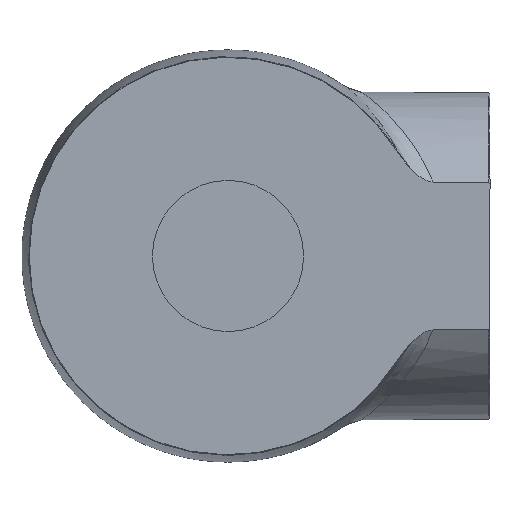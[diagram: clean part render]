
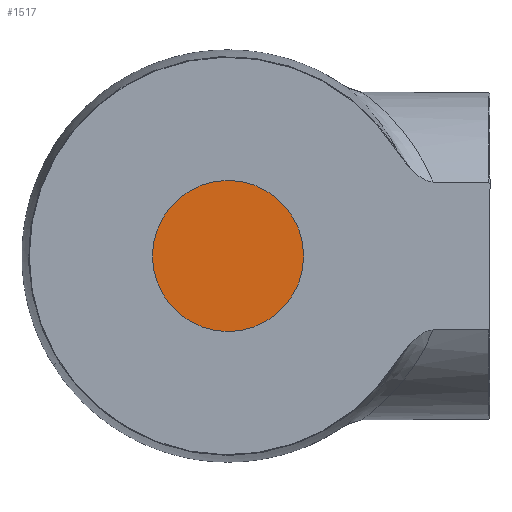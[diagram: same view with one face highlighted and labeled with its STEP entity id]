
A CAD part, front view. The second image highlights one B-rep face of the part: STEP entity #1517.
In plain terms, the highlighted planar face has unit normal (0, -1, 0).
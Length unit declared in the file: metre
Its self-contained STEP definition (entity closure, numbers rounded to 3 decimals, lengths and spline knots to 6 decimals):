
#73 = CIRCLE ( 'NONE', #164, 0.015 ) ;
#125 = DIRECTION ( 'NONE',  ( 1., 0., 0. ) ) ;
#149 = PLANE ( 'NONE',  #322 ) ;
#164 = AXIS2_PLACEMENT_3D ( 'NONE', #1896, #1471, #1334 ) ;
#289 = CARTESIAN_POINT ( 'NONE',  ( 0., -0.02, 0. ) ) ;
#322 = AXIS2_PLACEMENT_3D ( 'NONE', #622, #1330, #450 ) ;
#333 = VERTEX_POINT ( 'NONE', #856 ) ;
#450 = DIRECTION ( 'NONE',  ( 1., 0., 0. ) ) ;
#510 = CIRCLE ( 'NONE', #1626, 0.015 ) ;
#600 = DIRECTION ( 'NONE',  ( 0., -1., 0. ) ) ;
#622 = CARTESIAN_POINT ( 'NONE',  ( 0., -0.02, 0. ) ) ;
#636 = ORIENTED_EDGE ( 'NONE', *, *, #718, .T. ) ;
#718 = EDGE_CURVE ( 'NONE', #333, #1074, #73, .T. ) ;
#856 = CARTESIAN_POINT ( 'NONE',  ( 0.015, -0.02, 0. ) ) ;
#984 = CARTESIAN_POINT ( 'NONE',  ( -0.015, -0.02, 0. ) ) ;
#1074 = VERTEX_POINT ( 'NONE', #984 ) ;
#1084 = ORIENTED_EDGE ( 'NONE', *, *, #1336, .T. ) ;
#1330 = DIRECTION ( 'NONE',  ( 0., -1., 0. ) ) ;
#1334 = DIRECTION ( 'NONE',  ( 1., 0., 0. ) ) ;
#1336 = EDGE_CURVE ( 'NONE', #1074, #333, #510, .T. ) ;
#1471 = DIRECTION ( 'NONE',  ( 0., -1., 0. ) ) ;
#1517 = ADVANCED_FACE ( 'NONE', ( #1760 ), #149, .T. ) ;
#1617 = EDGE_LOOP ( 'NONE', ( #1084, #636 ) ) ;
#1626 = AXIS2_PLACEMENT_3D ( 'NONE', #289, #600, #125 ) ;
#1760 = FACE_OUTER_BOUND ( 'NONE', #1617, .T. ) ;
#1896 = CARTESIAN_POINT ( 'NONE',  ( 0., -0.02, 0. ) ) ;
